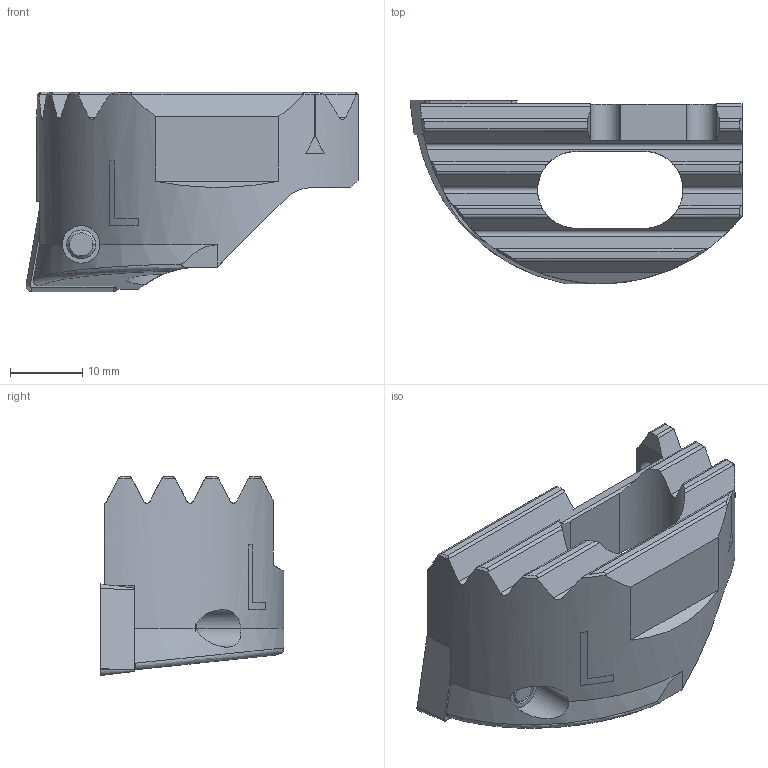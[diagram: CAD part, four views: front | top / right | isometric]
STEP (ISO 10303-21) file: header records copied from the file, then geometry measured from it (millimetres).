
FILE_DESCRIPTION(('no description'),'unknown implementation level');
FILE_NAME('E316D411-557C-49E6-A5FB-FC00E9401DCD_export.stp',' ',('CIMSOURCE GmbH'),('CADClick - KiM GmbH - www.kimweb.de'),'unknown preprocess','ACIS','unknown authorization');
FILE_SCHEMA(('automotive_design'));
Length unit declared in the file: millimetre
Products named in the file (3): 639.452 Kaiser 53-70 SW53 CC12 L|654.991 Kaiser CCMT 120408 K20C;Kombinieren1; 639.452 Kaiser 53-70 SW53 CC12 L|639.452 Kaiser 53-70 SW53 CC12 L;Marke; 639.452 Kaiser 53-70 SW53 CC12 L|694.150 Kaiser ETL M5 X 13,3 T20 IP 10S;Kreismuster1
Bounding box: 46 x 25.46 x 27.6 mm (x, y, z)
Volume: 11615 mm3; surface area: 6395.6 mm2
Topology: 3 solids, 3 shells, 183 faces, 498 edges, 322 vertices
Faces by surface type: plane 83, cylinder 64, cone 25, torus 10, bspline 1
Entity records: 13154 total; most frequent: CARTESIAN_POINT 2809, DIRECTION 1022, STYLED_ITEM 1006, PRESENTATION_STYLE_ASSIGNMENT 1006, COLOUR_RGB 1006, ORIENTED_EDGE 996, EDGE_CURVE 498, CURVE_STYLE 498
